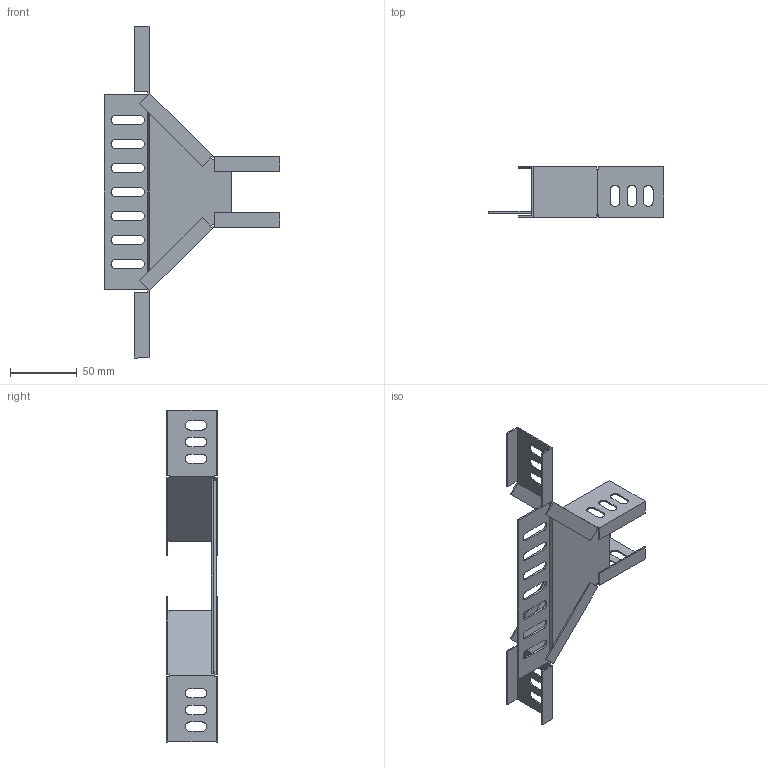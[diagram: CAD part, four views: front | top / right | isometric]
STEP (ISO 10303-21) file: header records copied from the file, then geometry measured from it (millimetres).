
FILE_DESCRIPTION (( 'STEP AP214' ), '1' );
FILE_NAME ('7120450.stp', '2020-01-08T14:44:02', ( '' ), ( '' ), 'SwSTEP 2.0', 'SolidWorks 2018', '' );
FILE_SCHEMA (( 'AUTOMOTIVE_DESIGN' ));
Length unit declared in the file: millimetre
Products named in the file (3): 121401_H=35; 121424_Standard; 7120450
Assembly tree (3 placements, depth 2):
  7120450
    121424_Standard
    121401_H=35  x2
Bounding box: 131.5 x 38 x 249 mm (x, y, z)
Volume: 31887.4 mm3; surface area: 57430.7 mm2
Topology: 3 solids, 3 shells, 174 faces, 504 edges, 336 vertices
Faces by surface type: plane 132, cylinder 38, bspline 4
Entity records: 5190 total; most frequent: CARTESIAN_POINT 830, ORIENTED_EDGE 648, DIRECTION 588, EDGE_CURVE 324, LINE 256, VECTOR 256, VERTEX_POINT 216, AXIS2_PLACEMENT_3D 166
